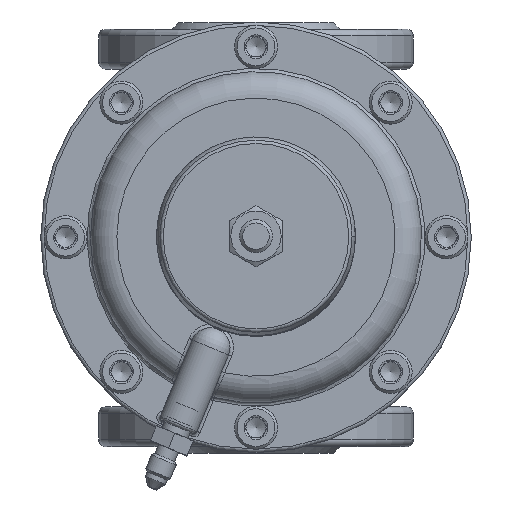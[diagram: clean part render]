
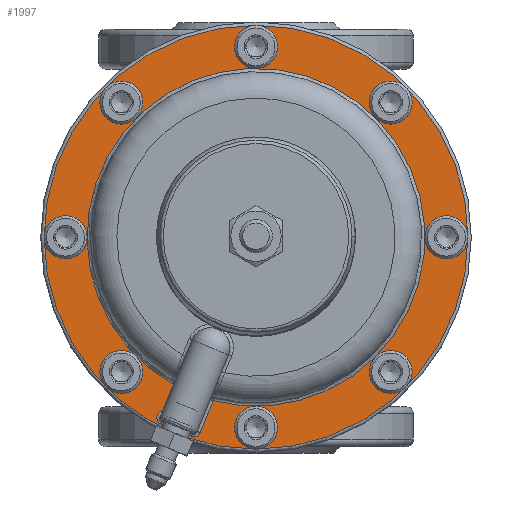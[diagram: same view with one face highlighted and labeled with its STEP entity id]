
A CAD part, top view. The second image highlights one B-rep face of the part: STEP entity #1997.
In plain terms, the highlighted face is planar.
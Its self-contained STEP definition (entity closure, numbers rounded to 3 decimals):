
#1997=ADVANCED_FACE('',(#8853,#8855,#8857,#8859,#8861,#8863,#8865,#8867,#8869,#8871),
#8873,.T.);
#8853=FACE_BOUND('',#8854,.T.);
#8854=EDGE_LOOP('',(#16408));
#8855=FACE_BOUND('',#8856,.T.);
#8856=EDGE_LOOP('',(#16409,#16410,#16411,#16412,#16413,#16414));
#8857=FACE_BOUND('',#8858,.T.);
#8858=EDGE_LOOP('',(#16415));
#8859=FACE_BOUND('',#8860,.T.);
#8860=EDGE_LOOP('',(#16416));
#8861=FACE_BOUND('',#8862,.T.);
#8862=EDGE_LOOP('',(#16417));
#8863=FACE_BOUND('',#8864,.T.);
#8864=EDGE_LOOP('',(#16418));
#8865=FACE_BOUND('',#8866,.T.);
#8866=EDGE_LOOP('',(#16419));
#8867=FACE_BOUND('',#8868,.T.);
#8868=EDGE_LOOP('',(#16420));
#8869=FACE_BOUND('',#8870,.T.);
#8870=EDGE_LOOP('',(#16421));
#8871=FACE_BOUND('',#8872,.T.);
#8872=EDGE_LOOP('',(#16422));
#8873=PLANE('',#8874);
#8874=AXIS2_PLACEMENT_3D('',#8875,#8876,#8877);
#8875=CARTESIAN_POINT('',(0.,72.,0.));
#8876=DIRECTION('',(0.,1.,0.));
#8877=DIRECTION('',(1.,0.,0.));
#16408=ORIENTED_EDGE('',*,*,#17792,.T.);
#16409=ORIENTED_EDGE('',*,*,#17793,.F.);
#16410=ORIENTED_EDGE('',*,*,#17774,.F.);
#16411=ORIENTED_EDGE('',*,*,#17794,.F.);
#16412=ORIENTED_EDGE('',*,*,#17795,.F.);
#16413=ORIENTED_EDGE('',*,*,#17796,.F.);
#16414=ORIENTED_EDGE('',*,*,#17797,.F.);
#16415=ORIENTED_EDGE('',*,*,#17798,.T.);
#16416=ORIENTED_EDGE('',*,*,#17799,.T.);
#16417=ORIENTED_EDGE('',*,*,#17800,.T.);
#16418=ORIENTED_EDGE('',*,*,#17801,.T.);
#16419=ORIENTED_EDGE('',*,*,#17802,.T.);
#16420=ORIENTED_EDGE('',*,*,#17803,.T.);
#16421=ORIENTED_EDGE('',*,*,#17804,.T.);
#16422=ORIENTED_EDGE('',*,*,#17805,.T.);
#17774=EDGE_CURVE('',#18592,#18585,#18594,.T.);
#17792=EDGE_CURVE('',#18627,#18627,#18628,.T.);
#17793=EDGE_CURVE('',#18585,#18629,#18630,.F.);
#17794=EDGE_CURVE('',#18631,#18592,#18632,.T.);
#17795=EDGE_CURVE('',#18633,#18631,#18634,.T.);
#17796=EDGE_CURVE('',#18635,#18633,#18636,.F.);
#17797=EDGE_CURVE('',#18629,#18635,#18637,.T.);
#17798=EDGE_CURVE('',#18638,#18638,#18639,.F.);
#17799=EDGE_CURVE('',#18640,#18640,#18641,.F.);
#17800=EDGE_CURVE('',#18642,#18642,#18643,.F.);
#17801=EDGE_CURVE('',#18644,#18644,#18645,.F.);
#17802=EDGE_CURVE('',#18646,#18646,#18647,.F.);
#17803=EDGE_CURVE('',#18648,#18648,#18649,.F.);
#17804=EDGE_CURVE('',#18650,#18650,#18651,.F.);
#17805=EDGE_CURVE('',#18652,#18652,#18653,.F.);
#18585=VERTEX_POINT('',#26499);
#18592=VERTEX_POINT('',#26611);
#18594=LINE('',#26619,#26620);
#18627=VERTEX_POINT('',#26802);
#18628=CIRCLE('',#26803,64.);
#18629=VERTEX_POINT('',#26807);
#18630=CIRCLE('',#26808,2.);
#18631=VERTEX_POINT('',#26812);
#18632=CIRCLE('',#26813,51.);
#18633=VERTEX_POINT('',#26817);
#18634=LINE('',#26818,#26819);
#18635=VERTEX_POINT('',#26821);
#18636=CIRCLE('',#26822,2.);
#18637=LINE('',#26826,#26827);
#18638=VERTEX_POINT('',#26829);
#18639=CIRCLE('',#26830,3.);
#18640=VERTEX_POINT('',#26834);
#18641=CIRCLE('',#26835,3.);
#18642=VERTEX_POINT('',#26839);
#18643=CIRCLE('',#26840,3.);
#18644=VERTEX_POINT('',#26844);
#18645=CIRCLE('',#26845,3.);
#18646=VERTEX_POINT('',#26849);
#18647=CIRCLE('',#26850,3.);
#18648=VERTEX_POINT('',#26854);
#18649=CIRCLE('',#26855,3.);
#18650=VERTEX_POINT('',#26859);
#18651=CIRCLE('',#26860,3.);
#18652=VERTEX_POINT('',#26864);
#18653=CIRCLE('',#26865,3.);
#26499=CARTESIAN_POINT('',(-28.224,72.,52.46));
#26611=CARTESIAN_POINT('',(-24.925,72.,44.495));
#26619=CARTESIAN_POINT('',(-24.925,72.,44.495));
#26620=VECTOR('',#26621,1.);
#26621=DIRECTION('',(-0.383,0.,0.924));
#26802=CARTESIAN_POINT('',(64.,72.,0.));
#26803=AXIS2_PLACEMENT_3D('',#26804,#26805,#26806);
#26804=CARTESIAN_POINT('',(0.,72.,0.));
#26805=DIRECTION('',(0.,1.,0.));
#26806=DIRECTION('',(1.,0.,0.));
#26807=CARTESIAN_POINT('',(-28.728,72.,56.291));
#26808=AXIS2_PLACEMENT_3D('',#26809,#26810,#26811);
#26809=CARTESIAN_POINT('',(-27.963,72.,54.443));
#26810=DIRECTION('',(0.,-1.,0.));
#26811=DIRECTION('',(-0.383,0.,0.924));
#26812=CARTESIAN_POINT('',(-12.865,72.,49.351));
#26813=AXIS2_PLACEMENT_3D('',#26814,#26815,#26816);
#26814=CARTESIAN_POINT('',(0.,72.,0.));
#26815=DIRECTION('',(0.,1.,0.));
#26816=DIRECTION('',(-0.252,0.,0.968));
#26817=CARTESIAN_POINT('',(-16.877,72.,59.035));
#26818=CARTESIAN_POINT('',(-16.877,72.,59.035));
#26819=VECTOR('',#26820,1.);
#26820=DIRECTION('',(0.383,0.,-0.924));
#26821=CARTESIAN_POINT('',(-19.49,72.,60.118));
#26822=AXIS2_PLACEMENT_3D('',#26823,#26824,#26825);
#26823=CARTESIAN_POINT('',(-18.724,72.,58.27));
#26824=DIRECTION('',(0.,-1.,0.));
#26825=DIRECTION('',(0.924,0.,0.383));
#26826=CARTESIAN_POINT('',(-28.728,72.,56.291));
#26827=VECTOR('',#26828,1.);
#26828=DIRECTION('',(0.924,0.,0.383));
#26829=CARTESIAN_POINT('',(42.78,72.,-42.78));
#26830=AXIS2_PLACEMENT_3D('',#26831,#26832,#26833);
#26831=CARTESIAN_POINT('',(40.659,72.,-40.659));
#26832=DIRECTION('',(0.,1.,0.));
#26833=DIRECTION('',(0.707,0.,-0.707));
#26834=CARTESIAN_POINT('',(0.,72.,-60.5));
#26835=AXIS2_PLACEMENT_3D('',#26836,#26837,#26838);
#26836=CARTESIAN_POINT('',(0.,72.,-57.5));
#26837=DIRECTION('',(0.,1.,0.));
#26838=DIRECTION('',(0.,0.,-1.));
#26839=CARTESIAN_POINT('',(-42.78,72.,-42.78));
#26840=AXIS2_PLACEMENT_3D('',#26841,#26842,#26843);
#26841=CARTESIAN_POINT('',(-40.659,72.,-40.659));
#26842=DIRECTION('',(0.,1.,0.));
#26843=DIRECTION('',(-0.707,0.,-0.707));
#26844=CARTESIAN_POINT('',(-60.5,72.,0.));
#26845=AXIS2_PLACEMENT_3D('',#26846,#26847,#26848);
#26846=CARTESIAN_POINT('',(-57.5,72.,0.));
#26847=DIRECTION('',(0.,1.,0.));
#26848=DIRECTION('',(-1.,0.,0.));
#26849=CARTESIAN_POINT('',(-42.78,72.,42.78));
#26850=AXIS2_PLACEMENT_3D('',#26851,#26852,#26853);
#26851=CARTESIAN_POINT('',(-40.659,72.,40.659));
#26852=DIRECTION('',(0.,1.,0.));
#26853=DIRECTION('',(-0.707,0.,0.707));
#26854=CARTESIAN_POINT('',(0.,72.,60.5));
#26855=AXIS2_PLACEMENT_3D('',#26856,#26857,#26858);
#26856=CARTESIAN_POINT('',(0.,72.,57.5));
#26857=DIRECTION('',(0.,1.,0.));
#26858=DIRECTION('',(0.,0.,1.));
#26859=CARTESIAN_POINT('',(42.78,72.,42.78));
#26860=AXIS2_PLACEMENT_3D('',#26861,#26862,#26863);
#26861=CARTESIAN_POINT('',(40.659,72.,40.659));
#26862=DIRECTION('',(0.,1.,0.));
#26863=DIRECTION('',(0.707,0.,0.707));
#26864=CARTESIAN_POINT('',(60.5,72.,0.));
#26865=AXIS2_PLACEMENT_3D('',#26866,#26867,#26868);
#26866=CARTESIAN_POINT('',(57.5,72.,0.));
#26867=DIRECTION('',(0.,1.,0.));
#26868=DIRECTION('',(1.,0.,0.));
